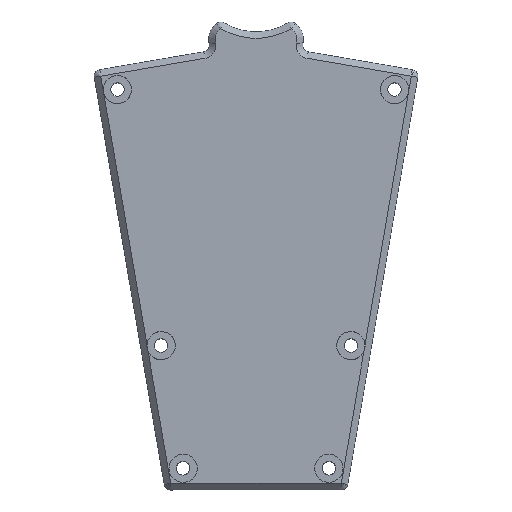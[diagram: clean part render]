
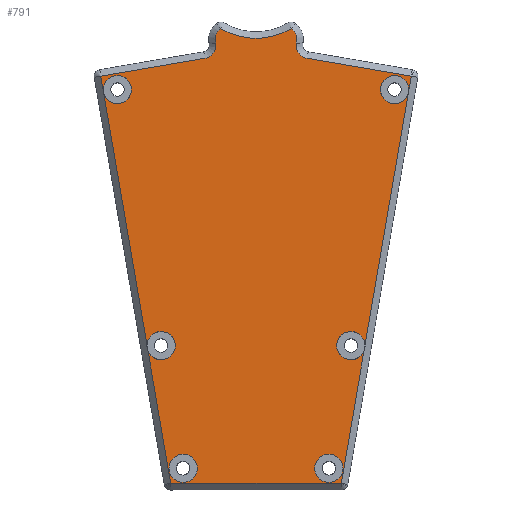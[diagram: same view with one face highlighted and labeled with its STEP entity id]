
A CAD part, top view. The second image highlights one B-rep face of the part: STEP entity #791.
In plain terms, the highlighted planar face has unit normal (0, 0, 1).
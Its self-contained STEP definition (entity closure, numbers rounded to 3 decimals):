
#791=ADVANCED_FACE('',(#1609,#1611,#1613),#1615,.T.);
#1609=FACE_BOUND('',#1610,.T.);
#1610=EDGE_LOOP('',(#2233,#2234,#2235,#2236,#2237,#2238,#2239,#2240,#2241,#2242,
#2243,#2244,#2245,#2246,#2247,#2248,#2249,#2250,#2251,#2252,#2253,#2254,#2255));
#1611=FACE_BOUND('',#1612,.T.);
#1612=EDGE_LOOP('',(#2256));
#1613=FACE_BOUND('',#1614,.T.);
#1614=EDGE_LOOP('',(#2257));
#1615=PLANE('',#1616);
#1616=AXIS2_PLACEMENT_3D('',#1617,#1618,#1619);
#1617=CARTESIAN_POINT('',(0.,0.,6.4));
#1618=DIRECTION('',(0.,0.,1.));
#1619=DIRECTION('',(-1.,0.,0.));
#2233=ORIENTED_EDGE('',*,*,#2566,.T.);
#2234=ORIENTED_EDGE('',*,*,#2595,.T.);
#2235=ORIENTED_EDGE('',*,*,#2596,.T.);
#2236=ORIENTED_EDGE('',*,*,#2564,.T.);
#2237=ORIENTED_EDGE('',*,*,#2597,.T.);
#2238=ORIENTED_EDGE('',*,*,#2598,.T.);
#2239=ORIENTED_EDGE('',*,*,#2562,.T.);
#2240=ORIENTED_EDGE('',*,*,#2522,.T.);
#2241=ORIENTED_EDGE('',*,*,#2504,.T.);
#2242=ORIENTED_EDGE('',*,*,#2594,.T.);
#2243=ORIENTED_EDGE('',*,*,#2599,.T.);
#2244=ORIENTED_EDGE('',*,*,#2600,.T.);
#2245=ORIENTED_EDGE('',*,*,#2601,.T.);
#2246=ORIENTED_EDGE('',*,*,#2602,.T.);
#2247=ORIENTED_EDGE('',*,*,#2508,.T.);
#2248=ORIENTED_EDGE('',*,*,#2525,.T.);
#2249=ORIENTED_EDGE('',*,*,#2558,.T.);
#2250=ORIENTED_EDGE('',*,*,#2603,.T.);
#2251=ORIENTED_EDGE('',*,*,#2604,.T.);
#2252=ORIENTED_EDGE('',*,*,#2556,.T.);
#2253=ORIENTED_EDGE('',*,*,#2605,.T.);
#2254=ORIENTED_EDGE('',*,*,#2553,.T.);
#2255=ORIENTED_EDGE('',*,*,#2547,.T.);
#2256=ORIENTED_EDGE('',*,*,#2606,.T.);
#2257=ORIENTED_EDGE('',*,*,#2607,.T.);
#2504=EDGE_CURVE('',#2897,#2895,#2898,.T.);
#2508=EDGE_CURVE('',#2903,#2901,#2904,.T.);
#2522=EDGE_CURVE('',#2927,#2897,#2928,.T.);
#2525=EDGE_CURVE('',#2901,#2930,#2932,.T.);
#2547=EDGE_CURVE('',#2968,#2966,#2969,.T.);
#2553=EDGE_CURVE('',#2976,#2968,#2977,.T.);
#2556=EDGE_CURVE('',#2982,#2980,#2983,.T.);
#2558=EDGE_CURVE('',#2930,#2984,#2986,.T.);
#2562=EDGE_CURVE('',#2991,#2927,#2992,.T.);
#2564=EDGE_CURVE('',#2995,#2993,#2996,.T.);
#2566=EDGE_CURVE('',#2966,#2997,#2999,.T.);
#2594=EDGE_CURVE('',#2895,#3040,#3042,.T.);
#2595=EDGE_CURVE('',#2997,#3043,#3044,.F.);
#2596=EDGE_CURVE('',#3043,#2995,#3045,.F.);
#2597=EDGE_CURVE('',#2993,#3046,#3047,.F.);
#2598=EDGE_CURVE('',#3046,#2991,#3048,.F.);
#2599=EDGE_CURVE('',#3040,#3049,#3050,.T.);
#2600=EDGE_CURVE('',#3049,#3051,#3052,.T.);
#2601=EDGE_CURVE('',#3051,#3053,#3054,.T.);
#2602=EDGE_CURVE('',#3053,#2903,#3055,.T.);
#2603=EDGE_CURVE('',#2984,#3056,#3057,.F.);
#2604=EDGE_CURVE('',#3056,#2982,#3058,.F.);
#2605=EDGE_CURVE('',#2980,#2976,#3059,.F.);
#2606=EDGE_CURVE('',#3060,#3060,#3061,.F.);
#2607=EDGE_CURVE('',#3062,#3062,#3063,.F.);
#2895=VERTEX_POINT('',#3715);
#2897=VERTEX_POINT('',#3719);
#2898=CIRCLE('',#3720,2.);
#2901=VERTEX_POINT('',#3731);
#2903=VERTEX_POINT('',#3735);
#2904=CIRCLE('',#3736,2.);
#2927=VERTEX_POINT('',#3790);
#2928=LINE('',#3791,#3792);
#2930=VERTEX_POINT('',#3797);
#2932=LINE('',#3801,#3802);
#2966=VERTEX_POINT('',#3933);
#2968=VERTEX_POINT('',#3937);
#2969=LINE('',#3938,#3939);
#2976=VERTEX_POINT('',#3958);
#2977=LINE('',#3959,#3960);
#2980=VERTEX_POINT('',#3967);
#2982=VERTEX_POINT('',#3972);
#2983=LINE('',#3973,#3974);
#2984=VERTEX_POINT('',#3976);
#2986=LINE('',#3981,#3982);
#2991=VERTEX_POINT('',#3995);
#2992=LINE('',#3996,#3997);
#2993=VERTEX_POINT('',#3999);
#2995=VERTEX_POINT('',#4004);
#2996=LINE('',#4005,#4006);
#2997=VERTEX_POINT('',#4008);
#2999=LINE('',#4013,#4014);
#3040=VERTEX_POINT('',#4127);
#3042=LINE('',#4131,#4132);
#3043=VERTEX_POINT('',#4134);
#3044=CIRCLE('',#4135,2.15);
#3045=CIRCLE('',#4139,2.15);
#3046=VERTEX_POINT('',#4143);
#3047=CIRCLE('',#4144,2.15);
#3048=CIRCLE('',#4148,2.15);
#3049=VERTEX_POINT('',#4152);
#3050=CIRCLE('',#4153,2.);
#3051=VERTEX_POINT('',#4157);
#3052=CIRCLE('',#4158,10.5);
#3053=VERTEX_POINT('',#4162);
#3054=CIRCLE('',#4163,2.);
#3055=LINE('',#4167,#4168);
#3056=VERTEX_POINT('',#4170);
#3057=CIRCLE('',#4171,2.15);
#3058=CIRCLE('',#4175,2.15);
#3059=CIRCLE('',#4179,2.15);
#3060=VERTEX_POINT('',#4183);
#3061=CIRCLE('',#4184,2.15);
#3062=VERTEX_POINT('',#4188);
#3063=CIRCLE('',#4189,2.15);
#3715=CARTESIAN_POINT('',(6.128,30.116,6.4));
#3719=CARTESIAN_POINT('',(7.761,27.806,6.4));
#3720=AXIS2_PLACEMENT_3D('',#3721,#3722,#3723);
#3721=CARTESIAN_POINT('',(8.1,29.777,6.4));
#3722=DIRECTION('',(0.,0.,-1.));
#3723=DIRECTION('',(-0.169,-0.986,0.));
#3731=CARTESIAN_POINT('',(-7.761,27.806,6.4));
#3735=CARTESIAN_POINT('',(-6.128,30.116,6.4));
#3736=AXIS2_PLACEMENT_3D('',#3737,#3738,#3739);
#3737=CARTESIAN_POINT('',(-8.1,29.777,6.4));
#3738=DIRECTION('',(0.,0.,-1.));
#3739=DIRECTION('',(0.986,0.169,0.));
#3790=CARTESIAN_POINT('',(23.579,25.088,6.4));
#3791=CARTESIAN_POINT('',(23.579,25.088,6.4));
#3792=VECTOR('',#3793,1.);
#3793=DIRECTION('',(-0.986,0.169,0.));
#3797=CARTESIAN_POINT('',(-23.579,25.088,6.4));
#3801=CARTESIAN_POINT('',(-7.761,27.806,6.4));
#3802=VECTOR('',#3803,1.);
#3803=DIRECTION('',(-0.986,-0.169,0.));
#3933=CARTESIAN_POINT('',(12.953,-36.75,6.4));
#3937=CARTESIAN_POINT('',(-12.953,-36.75,6.4));
#3938=CARTESIAN_POINT('',(-12.953,-36.75,6.4));
#3939=VECTOR('',#3940,1.);
#3940=DIRECTION('',(1.,0.,0.));
#3958=CARTESIAN_POINT('',(-16.408,-16.643,6.4));
#3959=CARTESIAN_POINT('',(-16.408,-16.643,6.4));
#3960=VECTOR('',#3961,1.);
#3961=DIRECTION('',(0.169,-0.986,0.));
#3967=CARTESIAN_POINT('',(-16.564,-15.738,6.4));
#3972=CARTESIAN_POINT('',(-23.131,22.481,6.4));
#3973=CARTESIAN_POINT('',(-23.131,22.481,6.4));
#3974=VECTOR('',#3975,1.);
#3975=DIRECTION('',(0.169,-0.986,0.));
#3976=CARTESIAN_POINT('',(-23.203,22.897,6.4));
#3981=CARTESIAN_POINT('',(-23.579,25.088,6.4));
#3982=VECTOR('',#3983,1.);
#3983=DIRECTION('',(0.169,-0.986,0.));
#3995=CARTESIAN_POINT('',(23.203,22.897,6.4));
#3996=CARTESIAN_POINT('',(23.203,22.897,6.4));
#3997=VECTOR('',#3998,1.);
#3998=DIRECTION('',(0.169,0.986,0.));
#3999=CARTESIAN_POINT('',(23.131,22.481,6.4));
#4004=CARTESIAN_POINT('',(16.564,-15.738,6.4));
#4005=CARTESIAN_POINT('',(16.564,-15.738,6.4));
#4006=VECTOR('',#4007,1.);
#4007=DIRECTION('',(0.169,0.986,0.));
#4008=CARTESIAN_POINT('',(16.408,-16.643,6.4));
#4013=CARTESIAN_POINT('',(12.953,-36.75,6.4));
#4014=VECTOR('',#4015,1.);
#4015=DIRECTION('',(0.169,0.986,0.));
#4127=CARTESIAN_POINT('',(6.171,30.365,6.4));
#4131=CARTESIAN_POINT('',(6.128,30.116,6.4));
#4132=VECTOR('',#4133,1.);
#4133=DIRECTION('',(0.169,0.986,0.));
#4134=CARTESIAN_POINT('',(12.266,-15.835,6.4));
#4135=AXIS2_PLACEMENT_3D('',#4136,#4137,#4138);
#4136=CARTESIAN_POINT('',(14.416,-15.835,6.4));
#4137=DIRECTION('',(0.,0.,1.));
#4138=DIRECTION('',(-1.,0.,0.));
#4139=AXIS2_PLACEMENT_3D('',#4140,#4141,#4142);
#4140=CARTESIAN_POINT('',(14.416,-15.835,6.4));
#4141=DIRECTION('',(0.,0.,1.));
#4142=DIRECTION('',(0.999,0.045,0.));
#4143=CARTESIAN_POINT('',(18.908,23.051,6.4));
#4144=AXIS2_PLACEMENT_3D('',#4145,#4146,#4147);
#4145=CARTESIAN_POINT('',(21.058,23.051,6.4));
#4146=DIRECTION('',(0.,0.,1.));
#4147=DIRECTION('',(-1.,0.,0.));
#4148=AXIS2_PLACEMENT_3D('',#4149,#4150,#4151);
#4149=CARTESIAN_POINT('',(21.058,23.051,6.4));
#4150=DIRECTION('',(0.,0.,1.));
#4151=DIRECTION('',(0.997,-0.072,0.));
#4152=CARTESIAN_POINT('',(5.373,32.324,6.4));
#4153=AXIS2_PLACEMENT_3D('',#4154,#4155,#4156);
#4154=CARTESIAN_POINT('',(4.2,30.704,6.4));
#4155=DIRECTION('',(0.,0.,1.));
#4156=DIRECTION('',(0.986,-0.169,0.));
#4157=CARTESIAN_POINT('',(-5.373,32.324,6.4));
#4158=AXIS2_PLACEMENT_3D('',#4159,#4160,#4161);
#4159=CARTESIAN_POINT('',(0.,41.345,6.4));
#4160=DIRECTION('',(0.,0.,-1.));
#4161=DIRECTION('',(0.512,-0.859,0.));
#4162=CARTESIAN_POINT('',(-6.171,30.365,6.4));
#4163=AXIS2_PLACEMENT_3D('',#4164,#4165,#4166);
#4164=CARTESIAN_POINT('',(-4.2,30.704,6.4));
#4165=DIRECTION('',(0.,0.,1.));
#4166=DIRECTION('',(-0.586,0.81,0.));
#4167=CARTESIAN_POINT('',(-6.171,30.365,6.4));
#4168=VECTOR('',#4169,1.);
#4169=DIRECTION('',(0.169,-0.986,0.));
#4170=CARTESIAN_POINT('',(-23.208,23.051,6.4));
#4171=AXIS2_PLACEMENT_3D('',#4172,#4173,#4174);
#4172=CARTESIAN_POINT('',(-21.058,23.051,6.4));
#4173=DIRECTION('',(0.,0.,1.));
#4174=DIRECTION('',(-1.,0.,0.));
#4175=AXIS2_PLACEMENT_3D('',#4176,#4177,#4178);
#4176=CARTESIAN_POINT('',(-21.058,23.051,6.4));
#4177=DIRECTION('',(0.,0.,1.));
#4178=DIRECTION('',(-0.964,-0.265,0.));
#4179=AXIS2_PLACEMENT_3D('',#4180,#4181,#4182);
#4180=CARTESIAN_POINT('',(-14.416,-15.835,6.4));
#4181=DIRECTION('',(0.,0.,1.));
#4182=DIRECTION('',(-0.927,-0.376,0.));
#4183=CARTESIAN_POINT('',(-13.218,-34.461,6.4));
#4184=AXIS2_PLACEMENT_3D('',#4185,#4186,#4187);
#4185=CARTESIAN_POINT('',(-11.068,-34.461,6.4));
#4186=DIRECTION('',(0.,0.,1.));
#4187=DIRECTION('',(-1.,0.,0.));
#4188=CARTESIAN_POINT('',(8.918,-34.461,6.4));
#4189=AXIS2_PLACEMENT_3D('',#4190,#4191,#4192);
#4190=CARTESIAN_POINT('',(11.068,-34.461,6.4));
#4191=DIRECTION('',(0.,0.,1.));
#4192=DIRECTION('',(-1.,0.,0.));
